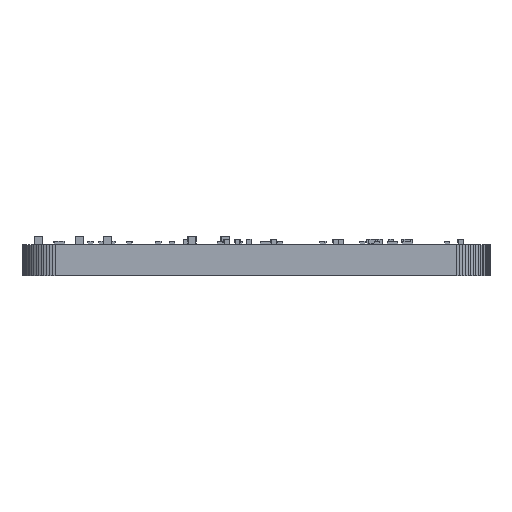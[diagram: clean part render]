
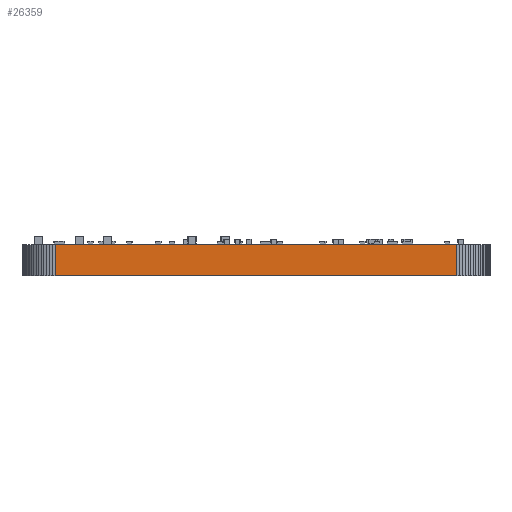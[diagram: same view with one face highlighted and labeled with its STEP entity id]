
A CAD part, left-side view. The second image highlights one B-rep face of the part: STEP entity #26359.
In plain terms, the highlighted planar face has unit normal (-1, 0, 0).
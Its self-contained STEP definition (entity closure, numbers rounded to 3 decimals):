
#6421 = PLANE('',#6422);
#6422 = AXIS2_PLACEMENT_3D('',#6423,#6424,#6425);
#6423 = CARTESIAN_POINT('',(147.847,-95.209,4.67));
#6424 = DIRECTION('',(-0.,-0.,-1.));
#6425 = DIRECTION('',(-1.,0.,0.));
#6475 = PLANE('',#6476);
#6476 = AXIS2_PLACEMENT_3D('',#6477,#6478,#6479);
#6477 = CARTESIAN_POINT('',(147.847,-95.209,0.));
#6478 = DIRECTION('',(-0.,-0.,-1.));
#6479 = DIRECTION('',(-1.,0.,0.));
#9776 = VERTEX_POINT('',#9777);
#9777 = CARTESIAN_POINT('',(92.851,-124.403,0.));
#9791 = PLANE('',#9792);
#9792 = AXIS2_PLACEMENT_3D('',#9793,#9794,#9795);
#9793 = CARTESIAN_POINT('',(92.87,-124.839,0.));
#9794 = DIRECTION('',(-0.999,-0.044,0.));
#9795 = DIRECTION('',(-0.044,0.999,0.));
#9803 = EDGE_CURVE('',#9776,#9804,#9806,.T.);
#9804 = VERTEX_POINT('',#9805);
#9805 = CARTESIAN_POINT('',(92.851,-64.403,0.));
#9806 = SURFACE_CURVE('',#9807,(#9811,#9818),.PCURVE_S1.);
#9807 = LINE('',#9808,#9809);
#9808 = CARTESIAN_POINT('',(92.851,-124.403,0.));
#9809 = VECTOR('',#9810,1.);
#9810 = DIRECTION('',(0.,1.,0.));
#9811 = PCURVE('',#6475,#9812);
#9812 = DEFINITIONAL_REPRESENTATION('',(#9813),#9817);
#9813 = LINE('',#9814,#9815);
#9814 = CARTESIAN_POINT('',(54.996,-29.194));
#9815 = VECTOR('',#9816,1.);
#9816 = DIRECTION('',(0.,1.));
#9817 = ( GEOMETRIC_REPRESENTATION_CONTEXT(2) 
PARAMETRIC_REPRESENTATION_CONTEXT() REPRESENTATION_CONTEXT('2D SPACE',''
  ) );
#9818 = PCURVE('',#9819,#9824);
#9819 = PLANE('',#9820);
#9820 = AXIS2_PLACEMENT_3D('',#9821,#9822,#9823);
#9821 = CARTESIAN_POINT('',(92.851,-124.403,0.));
#9822 = DIRECTION('',(-1.,0.,0.));
#9823 = DIRECTION('',(0.,1.,0.));
#9824 = DEFINITIONAL_REPRESENTATION('',(#9825),#9829);
#9825 = LINE('',#9826,#9827);
#9826 = CARTESIAN_POINT('',(0.,0.));
#9827 = VECTOR('',#9828,1.);
#9828 = DIRECTION('',(1.,0.));
#9829 = ( GEOMETRIC_REPRESENTATION_CONTEXT(2) 
PARAMETRIC_REPRESENTATION_CONTEXT() REPRESENTATION_CONTEXT('2D SPACE',''
  ) );
#9847 = PLANE('',#9848);
#9848 = AXIS2_PLACEMENT_3D('',#9849,#9850,#9851);
#9849 = CARTESIAN_POINT('',(92.851,-64.403,0.));
#9850 = DIRECTION('',(-0.999,0.044,0.));
#9851 = DIRECTION('',(0.044,0.999,0.));
#19471 = VERTEX_POINT('',#19472);
#19472 = CARTESIAN_POINT('',(92.851,-124.403,4.67));
#19493 = EDGE_CURVE('',#19471,#19494,#19496,.T.);
#19494 = VERTEX_POINT('',#19495);
#19495 = CARTESIAN_POINT('',(92.851,-64.403,4.67));
#19496 = SURFACE_CURVE('',#19497,(#19501,#19508),.PCURVE_S1.);
#19497 = LINE('',#19498,#19499);
#19498 = CARTESIAN_POINT('',(92.851,-124.403,4.67));
#19499 = VECTOR('',#19500,1.);
#19500 = DIRECTION('',(0.,1.,0.));
#19501 = PCURVE('',#6421,#19502);
#19502 = DEFINITIONAL_REPRESENTATION('',(#19503),#19507);
#19503 = LINE('',#19504,#19505);
#19504 = CARTESIAN_POINT('',(54.996,-29.194));
#19505 = VECTOR('',#19506,1.);
#19506 = DIRECTION('',(0.,1.));
#19507 = ( GEOMETRIC_REPRESENTATION_CONTEXT(2) 
PARAMETRIC_REPRESENTATION_CONTEXT() REPRESENTATION_CONTEXT('2D SPACE',''
  ) );
#19508 = PCURVE('',#9819,#19509);
#19509 = DEFINITIONAL_REPRESENTATION('',(#19510),#19514);
#19510 = LINE('',#19511,#19512);
#19511 = CARTESIAN_POINT('',(0.,-4.67));
#19512 = VECTOR('',#19513,1.);
#19513 = DIRECTION('',(1.,0.));
#19514 = ( GEOMETRIC_REPRESENTATION_CONTEXT(2) 
PARAMETRIC_REPRESENTATION_CONTEXT() REPRESENTATION_CONTEXT('2D SPACE',''
  ) );
#26309 = EDGE_CURVE('',#9804,#19494,#26310,.T.);
#26310 = SURFACE_CURVE('',#26311,(#26315,#26322),.PCURVE_S1.);
#26311 = LINE('',#26312,#26313);
#26312 = CARTESIAN_POINT('',(92.851,-64.403,0.));
#26313 = VECTOR('',#26314,1.);
#26314 = DIRECTION('',(0.,0.,1.));
#26315 = PCURVE('',#9847,#26316);
#26316 = DEFINITIONAL_REPRESENTATION('',(#26317),#26321);
#26317 = LINE('',#26318,#26319);
#26318 = CARTESIAN_POINT('',(0.,0.));
#26319 = VECTOR('',#26320,1.);
#26320 = DIRECTION('',(0.,-1.));
#26321 = ( GEOMETRIC_REPRESENTATION_CONTEXT(2) 
PARAMETRIC_REPRESENTATION_CONTEXT() REPRESENTATION_CONTEXT('2D SPACE',''
  ) );
#26322 = PCURVE('',#9819,#26323);
#26323 = DEFINITIONAL_REPRESENTATION('',(#26324),#26328);
#26324 = LINE('',#26325,#26326);
#26325 = CARTESIAN_POINT('',(60.,0.));
#26326 = VECTOR('',#26327,1.);
#26327 = DIRECTION('',(0.,-1.));
#26328 = ( GEOMETRIC_REPRESENTATION_CONTEXT(2) 
PARAMETRIC_REPRESENTATION_CONTEXT() REPRESENTATION_CONTEXT('2D SPACE',''
  ) );
#26359 = ADVANCED_FACE('',(#26360),#9819,.T.);
#26360 = FACE_BOUND('',#26361,.T.);
#26361 = EDGE_LOOP('',(#26362,#26383,#26384,#26385));
#26362 = ORIENTED_EDGE('',*,*,#26363,.T.);
#26363 = EDGE_CURVE('',#9776,#19471,#26364,.T.);
#26364 = SURFACE_CURVE('',#26365,(#26369,#26376),.PCURVE_S1.);
#26365 = LINE('',#26366,#26367);
#26366 = CARTESIAN_POINT('',(92.851,-124.403,0.));
#26367 = VECTOR('',#26368,1.);
#26368 = DIRECTION('',(0.,0.,1.));
#26369 = PCURVE('',#9819,#26370);
#26370 = DEFINITIONAL_REPRESENTATION('',(#26371),#26375);
#26371 = LINE('',#26372,#26373);
#26372 = CARTESIAN_POINT('',(0.,0.));
#26373 = VECTOR('',#26374,1.);
#26374 = DIRECTION('',(0.,-1.));
#26375 = ( GEOMETRIC_REPRESENTATION_CONTEXT(2) 
PARAMETRIC_REPRESENTATION_CONTEXT() REPRESENTATION_CONTEXT('2D SPACE',''
  ) );
#26376 = PCURVE('',#9791,#26377);
#26377 = DEFINITIONAL_REPRESENTATION('',(#26378),#26382);
#26378 = LINE('',#26379,#26380);
#26379 = CARTESIAN_POINT('',(0.436,0.));
#26380 = VECTOR('',#26381,1.);
#26381 = DIRECTION('',(0.,-1.));
#26382 = ( GEOMETRIC_REPRESENTATION_CONTEXT(2) 
PARAMETRIC_REPRESENTATION_CONTEXT() REPRESENTATION_CONTEXT('2D SPACE',''
  ) );
#26383 = ORIENTED_EDGE('',*,*,#19493,.T.);
#26384 = ORIENTED_EDGE('',*,*,#26309,.F.);
#26385 = ORIENTED_EDGE('',*,*,#9803,.F.);
